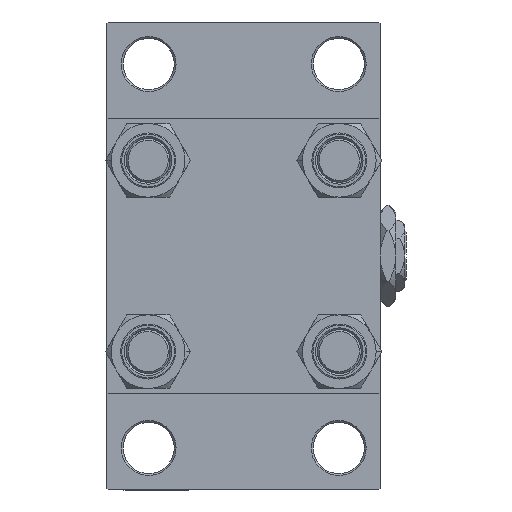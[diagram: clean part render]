
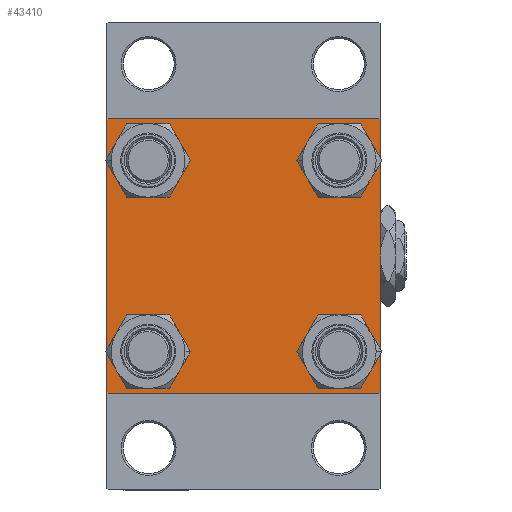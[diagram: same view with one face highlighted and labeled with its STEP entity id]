
A CAD part, left-side view. The second image highlights one B-rep face of the part: STEP entity #43410.
In plain terms, the highlighted planar face has unit normal (-1, 0, 0).
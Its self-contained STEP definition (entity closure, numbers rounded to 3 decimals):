
#158 = DIRECTION ( 'NONE',  ( 0., 0., 1. ) ) ;
#518 = LINE ( 'NONE', #41944, #8366 ) ;
#1222 = VERTEX_POINT ( 'NONE', #7520 ) ;
#1407 = CARTESIAN_POINT ( 'NONE',  ( 0., -26.15, 32.65 ) ) ;
#1569 = VECTOR ( 'NONE', #21329, 1000. ) ;
#1580 = ORIENTED_EDGE ( 'NONE', *, *, #37126, .T. ) ;
#2740 = DIRECTION ( 'NONE',  ( 1., 0., 0. ) ) ;
#2965 = DIRECTION ( 'NONE',  ( 1., 0., 0. ) ) ;
#3417 = DIRECTION ( 'NONE',  ( -1., 0., 0. ) ) ;
#3512 = CARTESIAN_POINT ( 'NONE',  ( 0., 37.25, -37.25 ) ) ;
#3522 = CARTESIAN_POINT ( 'NONE',  ( 0., -26.15, -26.15 ) ) ;
#3741 = VERTEX_POINT ( 'NONE', #45006 ) ;
#3763 = LINE ( 'NONE', #3512, #42166 ) ;
#3878 = ORIENTED_EDGE ( 'NONE', *, *, #30569, .T. ) ;
#3946 = CARTESIAN_POINT ( 'NONE',  ( 0., -26.15, 26.15 ) ) ;
#3953 = ORIENTED_EDGE ( 'NONE', *, *, #40907, .T. ) ;
#4195 = EDGE_LOOP ( 'NONE', ( #3953, #37218 ) ) ;
#4356 = EDGE_CURVE ( 'NONE', #39311, #23168, #37047, .T. ) ;
#5955 = CARTESIAN_POINT ( 'NONE',  ( 0., 37.5, 37.5 ) ) ;
#6060 = CARTESIAN_POINT ( 'NONE',  ( 0., -26.15, -19.65 ) ) ;
#6241 = CARTESIAN_POINT ( 'NONE',  ( 0., -37.5, 37.5 ) ) ;
#6825 = EDGE_CURVE ( 'NONE', #48296, #18421, #21745, .T. ) ;
#6850 = AXIS2_PLACEMENT_3D ( 'NONE', #18290, #3417, #45604 ) ;
#7039 = ORIENTED_EDGE ( 'NONE', *, *, #28833, .T. ) ;
#7046 = DIRECTION ( 'NONE',  ( 1., 0., 0. ) ) ;
#7259 = VECTOR ( 'NONE', #12407, 1000. ) ;
#7442 = FACE_BOUND ( 'NONE', #8530, .T. ) ;
#7520 = CARTESIAN_POINT ( 'NONE',  ( 0., 26.15, 19.65 ) ) ;
#7596 = EDGE_CURVE ( 'NONE', #1222, #30789, #25802, .T. ) ;
#8105 = CARTESIAN_POINT ( 'NONE',  ( 0., 37.5, 37.5 ) ) ;
#8305 = VERTEX_POINT ( 'NONE', #45276 ) ;
#8366 = VECTOR ( 'NONE', #18920, 1000. ) ;
#8530 = EDGE_LOOP ( 'NONE', ( #7039, #37159 ) ) ;
#8592 = DIRECTION ( 'NONE',  ( 0., 0., -1. ) ) ;
#8930 = AXIS2_PLACEMENT_3D ( 'NONE', #16361, #43660, #39878 ) ;
#9001 = EDGE_CURVE ( 'NONE', #39311, #35646, #43008, .T. ) ;
#9459 = VERTEX_POINT ( 'NONE', #10762 ) ;
#9735 = CIRCLE ( 'NONE', #8930, 6.5 ) ;
#9809 = CIRCLE ( 'NONE', #48558, 6.5 ) ;
#10122 = AXIS2_PLACEMENT_3D ( 'NONE', #15108, #38615, #46199 ) ;
#10269 = EDGE_LOOP ( 'NONE', ( #17921, #12601, #26429, #12550, #20350, #44638, #36961, #1580 ) ) ;
#10357 = EDGE_CURVE ( 'NONE', #32862, #18046, #17851, .T. ) ;
#10364 = VECTOR ( 'NONE', #36305, 1000. ) ;
#10762 = CARTESIAN_POINT ( 'NONE',  ( 0., 26.15, -19.65 ) ) ;
#11076 = DIRECTION ( 'NONE',  ( 0., 0., 1. ) ) ;
#11309 = AXIS2_PLACEMENT_3D ( 'NONE', #3946, #22107, #158 ) ;
#11687 = CARTESIAN_POINT ( 'NONE',  ( 0., -37.25, 37.25 ) ) ;
#12233 = CARTESIAN_POINT ( 'NONE',  ( 0., -37.25, -37.25 ) ) ;
#12307 = EDGE_CURVE ( 'NONE', #3741, #23168, #27368, .T. ) ;
#12407 = DIRECTION ( 'NONE',  ( 0., -1., 0. ) ) ;
#12535 = CIRCLE ( 'NONE', #10122, 6.5 ) ;
#12550 = ORIENTED_EDGE ( 'NONE', *, *, #12307, .T. ) ;
#12601 = ORIENTED_EDGE ( 'NONE', *, *, #34371, .T. ) ;
#13000 = CARTESIAN_POINT ( 'NONE',  ( 0., -37.5, -37. ) ) ;
#13283 = VERTEX_POINT ( 'NONE', #19563 ) ;
#13756 = AXIS2_PLACEMENT_3D ( 'NONE', #37549, #2965, #18332 ) ;
#14256 = FACE_BOUND ( 'NONE', #33607, .T. ) ;
#14945 = CIRCLE ( 'NONE', #23799, 6.5 ) ;
#15108 = CARTESIAN_POINT ( 'NONE',  ( 0., 26.15, -26.15 ) ) ;
#16361 = CARTESIAN_POINT ( 'NONE',  ( 0., 26.15, 26.15 ) ) ;
#16631 = VERTEX_POINT ( 'NONE', #30043 ) ;
#17851 = CIRCLE ( 'NONE', #30765, 6.5 ) ;
#17921 = ORIENTED_EDGE ( 'NONE', *, *, #35354, .T. ) ;
#18046 = VERTEX_POINT ( 'NONE', #6060 ) ;
#18290 = CARTESIAN_POINT ( 'NONE',  ( 0., 0., 0. ) ) ;
#18332 = DIRECTION ( 'NONE',  ( 0., 0., 1. ) ) ;
#18421 = VERTEX_POINT ( 'NONE', #1407 ) ;
#18628 = DIRECTION ( 'NONE',  ( 1., 0., 0. ) ) ;
#18920 = DIRECTION ( 'NONE',  ( 0., 0.707, -0.707 ) ) ;
#19563 = CARTESIAN_POINT ( 'NONE',  ( 0., 37.5, -37. ) ) ;
#19633 = DIRECTION ( 'NONE',  ( 0., 0., 1. ) ) ;
#19690 = LINE ( 'NONE', #8105, #48658 ) ;
#19782 = CARTESIAN_POINT ( 'NONE',  ( 0., 37., -37.5 ) ) ;
#20350 = ORIENTED_EDGE ( 'NONE', *, *, #4356, .F. ) ;
#21329 = DIRECTION ( 'NONE',  ( 0., -1., 0. ) ) ;
#21687 = CARTESIAN_POINT ( 'NONE',  ( 0., -37.5, 37. ) ) ;
#21745 = CIRCLE ( 'NONE', #11309, 6.5 ) ;
#22107 = DIRECTION ( 'NONE',  ( 1., 0., 0. ) ) ;
#22655 = CARTESIAN_POINT ( 'NONE',  ( 0., -26.15, 26.15 ) ) ;
#22742 = LINE ( 'NONE', #5955, #1569 ) ;
#22809 = FACE_OUTER_BOUND ( 'NONE', #10269, .T. ) ;
#22945 = EDGE_CURVE ( 'NONE', #18046, #32862, #48336, .T. ) ;
#23168 = VERTEX_POINT ( 'NONE', #13000 ) ;
#23328 = DIRECTION ( 'NONE',  ( 0., -0.707, 0.707 ) ) ;
#23507 = CARTESIAN_POINT ( 'NONE',  ( 0., -26.15, 19.65 ) ) ;
#23565 = VECTOR ( 'NONE', #23328, 1000. ) ;
#23799 = AXIS2_PLACEMENT_3D ( 'NONE', #22655, #18628, #11076 ) ;
#24293 = EDGE_CURVE ( 'NONE', #8305, #35646, #22742, .T. ) ;
#25049 = VECTOR ( 'NONE', #38213, 1000. ) ;
#25802 = CIRCLE ( 'NONE', #13756, 6.5 ) ;
#25805 = EDGE_CURVE ( 'NONE', #45642, #3741, #39689, .T. ) ;
#25921 = DIRECTION ( 'NONE',  ( 0., 0., 1. ) ) ;
#26429 = ORIENTED_EDGE ( 'NONE', *, *, #25805, .T. ) ;
#27189 = DIRECTION ( 'NONE',  ( 0., -0.707, -0.707 ) ) ;
#27368 = LINE ( 'NONE', #12233, #23565 ) ;
#27399 = DIRECTION ( 'NONE',  ( 1., 0., 0. ) ) ;
#28158 = ORIENTED_EDGE ( 'NONE', *, *, #10357, .T. ) ;
#28833 = EDGE_CURVE ( 'NONE', #9459, #38375, #9809, .T. ) ;
#29653 = PLANE ( 'NONE',  #6850 ) ;
#30043 = CARTESIAN_POINT ( 'NONE',  ( 0., 37.5, 37. ) ) ;
#30569 = EDGE_CURVE ( 'NONE', #30789, #1222, #9735, .T. ) ;
#30765 = AXIS2_PLACEMENT_3D ( 'NONE', #3522, #7046, #19633 ) ;
#30789 = VERTEX_POINT ( 'NONE', #42121 ) ;
#32862 = VERTEX_POINT ( 'NONE', #33170 ) ;
#33170 = CARTESIAN_POINT ( 'NONE',  ( 0., -26.15, -32.65 ) ) ;
#33193 = FACE_BOUND ( 'NONE', #43053, .T. ) ;
#33299 = CARTESIAN_POINT ( 'NONE',  ( 0., -37., 37.5 ) ) ;
#33607 = EDGE_LOOP ( 'NONE', ( #3878, #48784 ) ) ;
#34256 = CARTESIAN_POINT ( 'NONE',  ( 0., -26.15, -26.15 ) ) ;
#34371 = EDGE_CURVE ( 'NONE', #13283, #45642, #3763, .T. ) ;
#34607 = AXIS2_PLACEMENT_3D ( 'NONE', #34256, #2740, #25921 ) ;
#35354 = EDGE_CURVE ( 'NONE', #16631, #13283, #19690, .T. ) ;
#35646 = VERTEX_POINT ( 'NONE', #33299 ) ;
#36305 = DIRECTION ( 'NONE',  ( 0., 0., -1. ) ) ;
#36961 = ORIENTED_EDGE ( 'NONE', *, *, #24293, .F. ) ;
#37047 = LINE ( 'NONE', #6241, #10364 ) ;
#37126 = EDGE_CURVE ( 'NONE', #8305, #16631, #518, .T. ) ;
#37159 = ORIENTED_EDGE ( 'NONE', *, *, #41538, .T. ) ;
#37218 = ORIENTED_EDGE ( 'NONE', *, *, #6825, .T. ) ;
#37549 = CARTESIAN_POINT ( 'NONE',  ( 0., 26.15, 26.15 ) ) ;
#38213 = DIRECTION ( 'NONE',  ( 0., 0.707, 0.707 ) ) ;
#38375 = VERTEX_POINT ( 'NONE', #40354 ) ;
#38615 = DIRECTION ( 'NONE',  ( 1., 0., 0. ) ) ;
#39311 = VERTEX_POINT ( 'NONE', #21687 ) ;
#39689 = LINE ( 'NONE', #47029, #7259 ) ;
#39878 = DIRECTION ( 'NONE',  ( 0., 0., 1. ) ) ;
#40354 = CARTESIAN_POINT ( 'NONE',  ( 0., 26.15, -32.65 ) ) ;
#40907 = EDGE_CURVE ( 'NONE', #18421, #48296, #14945, .T. ) ;
#41538 = EDGE_CURVE ( 'NONE', #38375, #9459, #12535, .T. ) ;
#41944 = CARTESIAN_POINT ( 'NONE',  ( 0., 37.25, 37.25 ) ) ;
#42121 = CARTESIAN_POINT ( 'NONE',  ( 0., 26.15, 32.65 ) ) ;
#42166 = VECTOR ( 'NONE', #27189, 1000. ) ;
#42855 = DIRECTION ( 'NONE',  ( 0., 0., 1. ) ) ;
#43008 = LINE ( 'NONE', #11687, #25049 ) ;
#43053 = EDGE_LOOP ( 'NONE', ( #44053, #28158 ) ) ;
#43410 = ADVANCED_FACE ( 'NONE', ( #49642, #33193, #7442, #14256, #22809 ), #29653, .T. ) ;
#43660 = DIRECTION ( 'NONE',  ( 1., 0., 0. ) ) ;
#44053 = ORIENTED_EDGE ( 'NONE', *, *, #22945, .T. ) ;
#44638 = ORIENTED_EDGE ( 'NONE', *, *, #9001, .T. ) ;
#45006 = CARTESIAN_POINT ( 'NONE',  ( 0., -37., -37.5 ) ) ;
#45276 = CARTESIAN_POINT ( 'NONE',  ( 0., 37., 37.5 ) ) ;
#45604 = DIRECTION ( 'NONE',  ( 0., 0., 1. ) ) ;
#45642 = VERTEX_POINT ( 'NONE', #19782 ) ;
#46199 = DIRECTION ( 'NONE',  ( 0., 0., 1. ) ) ;
#46639 = CARTESIAN_POINT ( 'NONE',  ( 0., 26.15, -26.15 ) ) ;
#47029 = CARTESIAN_POINT ( 'NONE',  ( 0., 37.5, -37.5 ) ) ;
#48296 = VERTEX_POINT ( 'NONE', #23507 ) ;
#48336 = CIRCLE ( 'NONE', #34607, 6.5 ) ;
#48558 = AXIS2_PLACEMENT_3D ( 'NONE', #46639, #27399, #42855 ) ;
#48658 = VECTOR ( 'NONE', #8592, 1000. ) ;
#48784 = ORIENTED_EDGE ( 'NONE', *, *, #7596, .T. ) ;
#49642 = FACE_BOUND ( 'NONE', #4195, .T. ) ;
